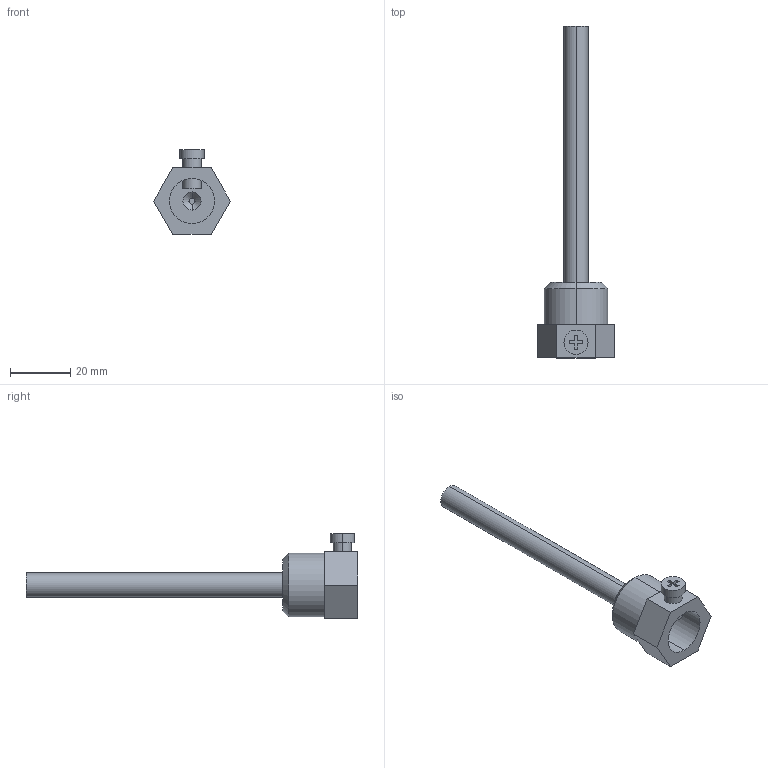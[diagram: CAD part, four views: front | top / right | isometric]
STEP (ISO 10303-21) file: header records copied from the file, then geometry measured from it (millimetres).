
FILE_DESCRIPTION (( 'STEP AP214' ), '1' );
FILE_NAME ('IPB-1-100 Ãèëüçà äàò÷èêà òåìïåðàòóðû ëàòóííàÿ.STEP', '2020-08-12T10:46:50', ( '' ), ( '' ), 'SwSTEP 2.0', 'SolidWorks 2017', '' );
FILE_SCHEMA (( 'AUTOMOTIVE_DESIGN' ));
Length unit declared in the file: millimetre
Products named in the file (1): IPB-1-100 Ãèëüçà äàò÷èêà òåìïåðàòóðû ëàòóííàÿ
Bounding box: 25.4 x 110 x 28 mm (x, y, z)
Volume: 8646.7 mm3; surface area: 7360.9 mm2
Topology: 1 solids, 1 shells, 49 faces, 113 edges, 74 vertices
Faces by surface type: plane 29, cylinder 16, cone 4
Entity records: 1503 total; most frequent: CARTESIAN_POINT 303, DIRECTION 243, ORIENTED_EDGE 226, EDGE_CURVE 113, AXIS2_PLACEMENT_3D 84, LINE 75, VECTOR 75, VERTEX_POINT 74
